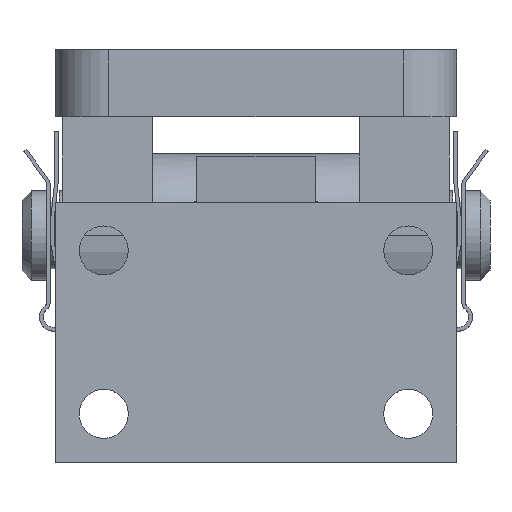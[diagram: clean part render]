
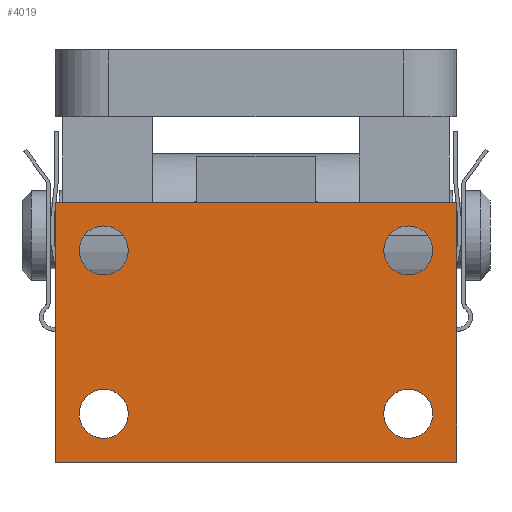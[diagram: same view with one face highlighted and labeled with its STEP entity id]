
A CAD part, front view. The second image highlights one B-rep face of the part: STEP entity #4019.
In plain terms, the highlighted face is planar.
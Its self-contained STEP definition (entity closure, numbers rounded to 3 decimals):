
#222 = ORIENTED_EDGE ( 'NONE', *, *, #5304, .F. ) ;
#259 = ORIENTED_EDGE ( 'NONE', *, *, #5232, .T. ) ;
#452 = EDGE_LOOP ( 'NONE', ( #259, #3561 ) ) ;
#1150 = CARTESIAN_POINT ( 'NONE',  ( 0., 0., 0. ) ) ;
#1151 = CARTESIAN_POINT ( 'NONE',  ( 31.8, 6.5, 0. ) ) ;
#1195 = CARTESIAN_POINT ( 'NONE',  ( 0., 54., 0. ) ) ;
#1208 = CARTESIAN_POINT ( 'NONE',  ( 9.8, 47.5, 0. ) ) ;
#1244 = CARTESIAN_POINT ( 'NONE',  ( 3.2, 47.5, 0. ) ) ;
#1300 = CARTESIAN_POINT ( 'NONE',  ( 9.8, 6.5, 0. ) ) ;
#1318 = CARTESIAN_POINT ( 'NONE',  ( 25.2, 47.5, 0. ) ) ;
#1361 = CARTESIAN_POINT ( 'NONE',  ( 35., 54., 0. ) ) ;
#1381 = CARTESIAN_POINT ( 'NONE',  ( 25.2, 6.5, 0. ) ) ;
#1388 = CARTESIAN_POINT ( 'NONE',  ( 3.2, 6.5, 0. ) ) ;
#1401 = CARTESIAN_POINT ( 'NONE',  ( 31.8, 47.5, 0. ) ) ;
#1441 = CARTESIAN_POINT ( 'NONE',  ( 35., 0., 0. ) ) ;
#1458 = CARTESIAN_POINT ( 'NONE',  ( 0., 54., 0. ) ) ;
#1463 = CARTESIAN_POINT ( 'NONE',  ( 6.5, 47.5, 0. ) ) ;
#1464 = DIRECTION ( 'NONE',  ( 0., 0., 1. ) ) ;
#1465 = DIRECTION ( 'NONE',  ( 1., 0., 0. ) ) ;
#1466 = CARTESIAN_POINT ( 'NONE',  ( 28.5, 47.5, 0. ) ) ;
#1467 = DIRECTION ( 'NONE',  ( 0., 0., 1. ) ) ;
#1468 = DIRECTION ( 'NONE',  ( 1., 0., 0. ) ) ;
#1469 = CARTESIAN_POINT ( 'NONE',  ( 6.5, 6.5, 0. ) ) ;
#1470 = DIRECTION ( 'NONE',  ( 0., 0., 1. ) ) ;
#1471 = DIRECTION ( 'NONE',  ( 1., 0., 0. ) ) ;
#1479 = DIRECTION ( 'NONE',  ( -1., 0., 0. ) ) ;
#1625 = CARTESIAN_POINT ( 'NONE',  ( 35., 0., 0. ) ) ;
#1635 = CARTESIAN_POINT ( 'NONE',  ( 28.5, 6.5, 0. ) ) ;
#1636 = DIRECTION ( 'NONE',  ( 0., 1., 0. ) ) ;
#1637 = DIRECTION ( 'NONE',  ( 0., 0., 1. ) ) ;
#1638 = DIRECTION ( 'NONE',  ( 1., 0., 0. ) ) ;
#1639 = CARTESIAN_POINT ( 'NONE',  ( 0., 0., 0. ) ) ;
#1643 = CARTESIAN_POINT ( 'NONE',  ( 0., 0., 0. ) ) ;
#1644 = DIRECTION ( 'NONE',  ( 1., 0., 0. ) ) ;
#1647 = DIRECTION ( 'NONE',  ( 0., -1., 0. ) ) ;
#1859 = DIRECTION ( 'NONE',  ( -1., 0., 0. ) ) ;
#2339 = VECTOR ( 'NONE', #1479, 1000. ) ;
#2340 = CIRCLE ( 'NONE', #5057, 3.3 ) ;
#2341 = CIRCLE ( 'NONE', #5042, 3.3 ) ;
#2343 = CIRCLE ( 'NONE', #5048, 3.3 ) ;
#2347 = LINE ( 'NONE', #1458, #2339 ) ;
#2414 = PLANE ( 'NONE',  #5531 ) ;
#2416 = CARTESIAN_POINT ( 'NONE',  ( 0., 54., 0. ) ) ;
#2457 = LINE ( 'NONE', #1625, #2461 ) ;
#2461 = VECTOR ( 'NONE', #1636, 1000. ) ;
#2462 = LINE ( 'NONE', #1639, #2472 ) ;
#2466 = CIRCLE ( 'NONE', #5038, 3.3 ) ;
#2469 = LINE ( 'NONE', #1643, #2471 ) ;
#2471 = VECTOR ( 'NONE', #1644, 1000. ) ;
#2472 = VECTOR ( 'NONE', #1647, 1000. ) ;
#2515 = CIRCLE ( 'NONE', #5051, 3.3 ) ;
#2519 = CIRCLE ( 'NONE', #5046, 3.3 ) ;
#2565 = EDGE_LOOP ( 'NONE', ( #3563, #3567 ) ) ;
#2605 = EDGE_LOOP ( 'NONE', ( #3570, #3476 ) ) ;
#2617 = EDGE_LOOP ( 'NONE', ( #3568, #3560 ) ) ;
#2657 = EDGE_LOOP ( 'NONE', ( #3479, #3565, #3506, #222 ) ) ;
#3476 = ORIENTED_EDGE ( 'NONE', *, *, #5337, .T. ) ;
#3479 = ORIENTED_EDGE ( 'NONE', *, *, #5305, .F. ) ;
#3506 = ORIENTED_EDGE ( 'NONE', *, *, #5300, .F. ) ;
#3560 = ORIENTED_EDGE ( 'NONE', *, *, #5409, .T. ) ;
#3561 = ORIENTED_EDGE ( 'NONE', *, *, #5411, .T. ) ;
#3563 = ORIENTED_EDGE ( 'NONE', *, *, #5230, .T. ) ;
#3565 = ORIENTED_EDGE ( 'NONE', *, *, #5236, .F. ) ;
#3567 = ORIENTED_EDGE ( 'NONE', *, *, #5339, .T. ) ;
#3568 = ORIENTED_EDGE ( 'NONE', *, *, #5301, .T. ) ;
#3570 = ORIENTED_EDGE ( 'NONE', *, *, #5231, .T. ) ;
#3587 = DIRECTION ( 'NONE',  ( 0., 0., -1. ) ) ;
#3612 = CARTESIAN_POINT ( 'NONE',  ( 28.5, 47.5, 0. ) ) ;
#3613 = DIRECTION ( 'NONE',  ( 0., 0., 1. ) ) ;
#3614 = DIRECTION ( 'NONE',  ( 1., 0., 0. ) ) ;
#3618 = CARTESIAN_POINT ( 'NONE',  ( 6.5, 47.5, 0. ) ) ;
#3619 = DIRECTION ( 'NONE',  ( 0., 0., 1. ) ) ;
#3620 = DIRECTION ( 'NONE',  ( 1., 0., 0. ) ) ;
#3643 = CARTESIAN_POINT ( 'NONE',  ( 28.5, 6.5, 0. ) ) ;
#3651 = CARTESIAN_POINT ( 'NONE',  ( 6.5, 6.5, 0. ) ) ;
#3652 = DIRECTION ( 'NONE',  ( 0., 0., 1. ) ) ;
#3653 = DIRECTION ( 'NONE',  ( 1., 0., 0. ) ) ;
#3658 = DIRECTION ( 'NONE',  ( 0., 0., 1. ) ) ;
#3659 = DIRECTION ( 'NONE',  ( 1., 0., 0. ) ) ;
#4019 = ADVANCED_FACE ( 'NONE', ( #4348, #4345, #4354, #4320, #4359 ), #2414, .T. ) ;
#4320 = FACE_BOUND ( 'NONE', #452, .T. ) ;
#4345 = FACE_BOUND ( 'NONE', #2565, .T. ) ;
#4348 = FACE_BOUND ( 'NONE', #2605, .T. ) ;
#4354 = FACE_OUTER_BOUND ( 'NONE', #2657, .T. ) ;
#4359 = FACE_BOUND ( 'NONE', #2617, .T. ) ;
#4389 = VERTEX_POINT ( 'NONE', #1150 ) ;
#4392 = VERTEX_POINT ( 'NONE', #1151 ) ;
#4453 = VERTEX_POINT ( 'NONE', #1195 ) ;
#4472 = VERTEX_POINT ( 'NONE', #1208 ) ;
#4520 = VERTEX_POINT ( 'NONE', #1244 ) ;
#4567 = CIRCLE ( 'NONE', #5010, 3.3 ) ;
#4571 = CIRCLE ( 'NONE', #4991, 3.3 ) ;
#4703 = VERTEX_POINT ( 'NONE', #1300 ) ;
#4721 = VERTEX_POINT ( 'NONE', #1318 ) ;
#4765 = VERTEX_POINT ( 'NONE', #1361 ) ;
#4785 = VERTEX_POINT ( 'NONE', #1381 ) ;
#4792 = VERTEX_POINT ( 'NONE', #1388 ) ;
#4807 = VERTEX_POINT ( 'NONE', #1401 ) ;
#4848 = VERTEX_POINT ( 'NONE', #1441 ) ;
#4991 = AXIS2_PLACEMENT_3D ( 'NONE', #3651, #3658, #3659 ) ;
#5010 = AXIS2_PLACEMENT_3D ( 'NONE', #3643, #3652, #3653 ) ;
#5038 = AXIS2_PLACEMENT_3D ( 'NONE', #1635, #1637, #1638 ) ;
#5042 = AXIS2_PLACEMENT_3D ( 'NONE', #1466, #1467, #1468 ) ;
#5046 = AXIS2_PLACEMENT_3D ( 'NONE', #3618, #3619, #3620 ) ;
#5048 = AXIS2_PLACEMENT_3D ( 'NONE', #1469, #1470, #1471 ) ;
#5051 = AXIS2_PLACEMENT_3D ( 'NONE', #3612, #3613, #3614 ) ;
#5057 = AXIS2_PLACEMENT_3D ( 'NONE', #1463, #1464, #1465 ) ;
#5230 = EDGE_CURVE ( 'NONE', #4472, #4520, #2340, .T. ) ;
#5231 = EDGE_CURVE ( 'NONE', #4807, #4721, #2341, .T. ) ;
#5232 = EDGE_CURVE ( 'NONE', #4703, #4792, #2343, .T. ) ;
#5236 = EDGE_CURVE ( 'NONE', #4765, #4453, #2347, .T. ) ;
#5300 = EDGE_CURVE ( 'NONE', #4848, #4765, #2457, .T. ) ;
#5301 = EDGE_CURVE ( 'NONE', #4392, #4785, #2466, .T. ) ;
#5304 = EDGE_CURVE ( 'NONE', #4389, #4848, #2469, .T. ) ;
#5305 = EDGE_CURVE ( 'NONE', #4453, #4389, #2462, .T. ) ;
#5337 = EDGE_CURVE ( 'NONE', #4721, #4807, #2515, .T. ) ;
#5339 = EDGE_CURVE ( 'NONE', #4520, #4472, #2519, .T. ) ;
#5409 = EDGE_CURVE ( 'NONE', #4785, #4392, #4567, .T. ) ;
#5411 = EDGE_CURVE ( 'NONE', #4792, #4703, #4571, .T. ) ;
#5531 = AXIS2_PLACEMENT_3D ( 'NONE', #2416, #3587, #1859 ) ;
